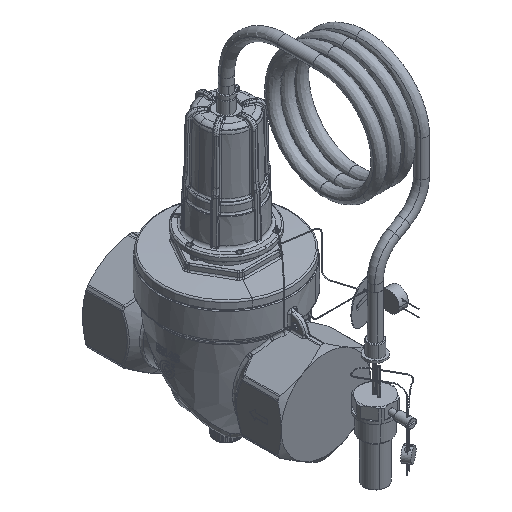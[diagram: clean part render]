
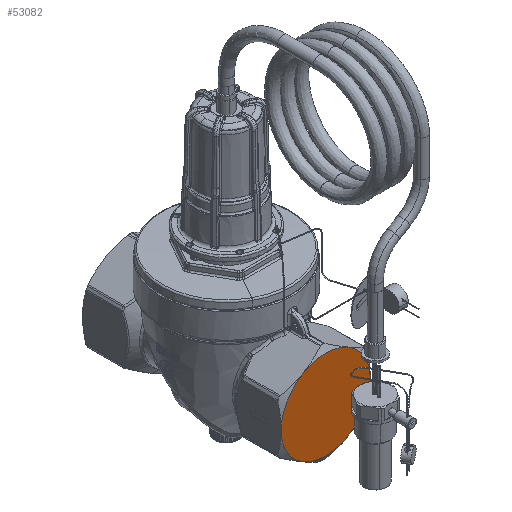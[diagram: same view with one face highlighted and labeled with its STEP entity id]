
A CAD part, isometric view. The second image highlights one B-rep face of the part: STEP entity #53082.
In plain terms, the highlighted planar face has unit normal (0, -1, 0).
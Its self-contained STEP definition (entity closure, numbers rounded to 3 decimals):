
#42450=CARTESIAN_POINT('Vertex',(-23.938,-73.029,46.715)) ;
#43396=CARTESIAN_POINT('Vertex',(7.462,-73.029,46.715)) ;
#46726=CARTESIAN_POINT('Vertex',(-39.638,-73.029,19.522)) ;
#46731=CARTESIAN_POINT('Axis2P3D Location',(-8.238,-73.029,19.522)) ;
#46766=CARTESIAN_POINT('Axis2P3D Location',(-8.238,-73.029,19.522)) ;
#46770=CARTESIAN_POINT('Vertex',(6.816,-73.029,47.078)) ;
#47483=CARTESIAN_POINT('Axis2P3D Location',(-8.238,-73.029,19.522)) ;
#47494=CARTESIAN_POINT('Axis2P3D Location',(-8.238,-73.029,19.522)) ;
#47498=CARTESIAN_POINT('Vertex',(23.162,-73.029,19.522)) ;
#53041=CARTESIAN_POINT('Axis2P3D Location',(-8.238,-73.029,19.522)) ;
#53046=CARTESIAN_POINT('Axis2P3D Location',(-8.238,-73.029,19.522)) ;
#53050=CARTESIAN_POINT('Vertex',(-23.938,-73.029,-7.671)) ;
#53053=CARTESIAN_POINT('Axis2P3D Location',(-8.238,-73.029,19.522)) ;
#53057=CARTESIAN_POINT('Vertex',(-23.292,-73.029,-8.034)) ;
#53060=CARTESIAN_POINT('Axis2P3D Location',(-8.238,-73.029,19.522)) ;
#53064=CARTESIAN_POINT('Vertex',(7.462,-73.029,-7.671)) ;
#53067=CARTESIAN_POINT('Axis2P3D Location',(-8.238,-73.029,19.522)) ;
#46732=DIRECTION('Axis2P3D Direction',(0.,1.,0.)) ;
#46767=DIRECTION('Axis2P3D Direction',(0.,1.,0.)) ;
#47484=DIRECTION('Axis2P3D Direction',(0.,1.,0.)) ;
#47495=DIRECTION('Axis2P3D Direction',(0.,1.,0.)) ;
#53042=DIRECTION('Axis2P3D Direction',(0.,1.,0.)) ;
#53043=DIRECTION('Axis2P3D XDirection',(1.,0.,0.)) ;
#53047=DIRECTION('Axis2P3D Direction',(0.,1.,0.)) ;
#53054=DIRECTION('Axis2P3D Direction',(0.,1.,0.)) ;
#53061=DIRECTION('Axis2P3D Direction',(0.,1.,0.)) ;
#53068=DIRECTION('Axis2P3D Direction',(0.,1.,0.)) ;
#46733=AXIS2_PLACEMENT_3D('Circle Axis2P3D',#46731,#46732,$) ;
#46768=AXIS2_PLACEMENT_3D('Circle Axis2P3D',#46766,#46767,$) ;
#47485=AXIS2_PLACEMENT_3D('Circle Axis2P3D',#47483,#47484,$) ;
#47496=AXIS2_PLACEMENT_3D('Circle Axis2P3D',#47494,#47495,$) ;
#53044=AXIS2_PLACEMENT_3D('Plane Axis2P3D',#53041,#53042,#53043) ;
#53048=AXIS2_PLACEMENT_3D('Circle Axis2P3D',#53046,#53047,$) ;
#53055=AXIS2_PLACEMENT_3D('Circle Axis2P3D',#53053,#53054,$) ;
#53062=AXIS2_PLACEMENT_3D('Circle Axis2P3D',#53060,#53061,$) ;
#53069=AXIS2_PLACEMENT_3D('Circle Axis2P3D',#53067,#53068,$) ;
#53073=ORIENTED_EDGE('',*,*,#46735,.F.) ;
#53074=ORIENTED_EDGE('',*,*,#53052,.F.) ;
#53075=ORIENTED_EDGE('',*,*,#53059,.F.) ;
#53076=ORIENTED_EDGE('',*,*,#53066,.F.) ;
#53077=ORIENTED_EDGE('',*,*,#53071,.F.) ;
#53078=ORIENTED_EDGE('',*,*,#47500,.F.) ;
#53079=ORIENTED_EDGE('',*,*,#47487,.F.) ;
#53080=ORIENTED_EDGE('',*,*,#46772,.F.) ;
#53082=ADVANCED_FACE('PartBody',(#53081),#53045,.F.) ;
#46734=CIRCLE('generated circle',#46733,31.4) ;
#46769=CIRCLE('generated circle',#46768,31.4) ;
#47486=CIRCLE('generated circle',#47485,31.4) ;
#47497=CIRCLE('generated circle',#47496,31.4) ;
#53049=CIRCLE('generated circle',#53048,31.4) ;
#53056=CIRCLE('generated circle',#53055,31.4) ;
#53063=CIRCLE('generated circle',#53062,31.4) ;
#53070=CIRCLE('generated circle',#53069,31.4) ;
#46735=EDGE_CURVE('',#46727,#42451,#46734,.T.) ;
#46772=EDGE_CURVE('',#42451,#46771,#46769,.T.) ;
#47487=EDGE_CURVE('',#46771,#43397,#47486,.T.) ;
#47500=EDGE_CURVE('',#43397,#47499,#47497,.T.) ;
#53052=EDGE_CURVE('',#53051,#46727,#53049,.T.) ;
#53059=EDGE_CURVE('',#53058,#53051,#53056,.T.) ;
#53066=EDGE_CURVE('',#53065,#53058,#53063,.T.) ;
#53071=EDGE_CURVE('',#47499,#53065,#53070,.T.) ;
#53072=EDGE_LOOP('',(#53073,#53074,#53075,#53076,#53077,#53078,#53079,#53080)) ;
#53081=FACE_OUTER_BOUND('',#53072,.T.) ;
#53045=PLANE('',#53044) ;
#42451=VERTEX_POINT('',#42450) ;
#43397=VERTEX_POINT('',#43396) ;
#46727=VERTEX_POINT('',#46726) ;
#46771=VERTEX_POINT('',#46770) ;
#47499=VERTEX_POINT('',#47498) ;
#53051=VERTEX_POINT('',#53050) ;
#53058=VERTEX_POINT('',#53057) ;
#53065=VERTEX_POINT('',#53064) ;
